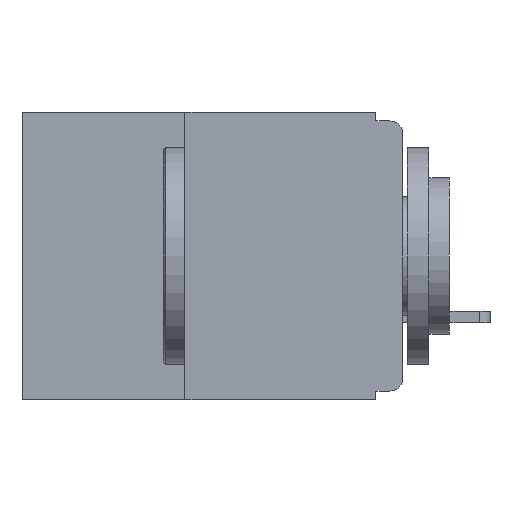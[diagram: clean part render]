
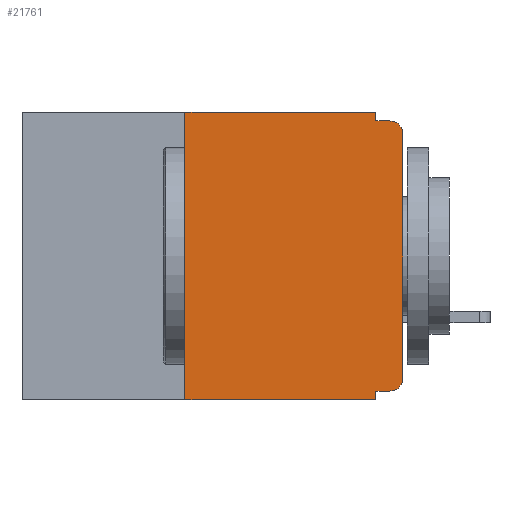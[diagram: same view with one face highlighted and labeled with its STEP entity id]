
A CAD part, left-side view. The second image highlights one B-rep face of the part: STEP entity #21761.
In plain terms, the highlighted planar face has unit normal (-1, 0, 0).
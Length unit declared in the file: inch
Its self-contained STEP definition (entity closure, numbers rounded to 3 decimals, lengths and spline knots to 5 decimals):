
#44 = CARTESIAN_POINT ( 'NONE',  ( 0., 0.25, -0.33 ) ) ;
#298 = CARTESIAN_POINT ( 'NONE',  ( 0., 0.031, 0. ) ) ;
#481 = EDGE_LOOP ( 'NONE', ( #4970, #1388, #7540, #23823, #25051, #14933, #21640, #1052, #22901, #23520 ) ) ;
#498 = CARTESIAN_POINT ( 'NONE',  ( 0., 0.25, 0. ) ) ;
#607 = CARTESIAN_POINT ( 'NONE',  ( 0., 0.437, 0. ) ) ;
#1052 = ORIENTED_EDGE ( 'NONE', *, *, #22419, .F. ) ;
#1388 = ORIENTED_EDGE ( 'NONE', *, *, #14112, .T. ) ;
#1393 = CARTESIAN_POINT ( 'NONE',  ( 0., 0., -0.305 ) ) ;
#1612 = CARTESIAN_POINT ( 'NONE',  ( 0., 0.015, -0.305 ) ) ;
#2192 = DIRECTION ( 'NONE',  ( 0., -1., 0. ) ) ;
#2734 = DIRECTION ( 'NONE',  ( 0., -1., 0. ) ) ;
#3391 = CARTESIAN_POINT ( 'NONE',  ( 0., 0., -0.025 ) ) ;
#3715 = DIRECTION ( 'NONE',  ( 0., 0., -1. ) ) ;
#3957 = EDGE_CURVE ( 'NONE', #12723, #17489, #20033, .T. ) ;
#4003 = VECTOR ( 'NONE', #9362, 39.37008 ) ;
#4740 = PLANE ( 'NONE',  #5289 ) ;
#4786 = CARTESIAN_POINT ( 'NONE',  ( 0., 0.031, -0.32 ) ) ;
#4970 = ORIENTED_EDGE ( 'NONE', *, *, #22648, .T. ) ;
#5289 = AXIS2_PLACEMENT_3D ( 'NONE', #10827, #19083, #6801 ) ;
#5320 = CARTESIAN_POINT ( 'NONE',  ( 0., 0.015, -0.32 ) ) ;
#5457 = EDGE_CURVE ( 'NONE', #16131, #9526, #22167, .T. ) ;
#5859 = EDGE_CURVE ( 'NONE', #12723, #10682, #17356, .T. ) ;
#6801 = DIRECTION ( 'NONE',  ( 0., 0., -1. ) ) ;
#7031 = VECTOR ( 'NONE', #7914, 39.37008 ) ;
#7162 = VECTOR ( 'NONE', #15784, 39.37008 ) ;
#7337 = VERTEX_POINT ( 'NONE', #3391 ) ;
#7375 = CARTESIAN_POINT ( 'NONE',  ( 0., 0.031, -0.33 ) ) ;
#7540 = ORIENTED_EDGE ( 'NONE', *, *, #23139, .F. ) ;
#7675 = LINE ( 'NONE', #11937, #7031 ) ;
#7914 = DIRECTION ( 'NONE',  ( 0., 0., -1. ) ) ;
#8475 = VECTOR ( 'NONE', #26279, 39.37008 ) ;
#8560 = VERTEX_POINT ( 'NONE', #7375 ) ;
#8819 = LINE ( 'NONE', #21622, #4003 ) ;
#9362 = DIRECTION ( 'NONE',  ( 0., 0., -1. ) ) ;
#9526 = VERTEX_POINT ( 'NONE', #498 ) ;
#10012 = DIRECTION ( 'NONE',  ( -1., 0., 0. ) ) ;
#10643 = DIRECTION ( 'NONE',  ( 0., 0., 1. ) ) ;
#10682 = VERTEX_POINT ( 'NONE', #1393 ) ;
#10827 = CARTESIAN_POINT ( 'NONE',  ( 0., 0.437, 0. ) ) ;
#11898 = VECTOR ( 'NONE', #2192, 39.37008 ) ;
#11937 = CARTESIAN_POINT ( 'NONE',  ( 0., 0.031, 0. ) ) ;
#12217 = VECTOR ( 'NONE', #2734, 39.37008 ) ;
#12723 = VERTEX_POINT ( 'NONE', #5320 ) ;
#13230 = AXIS2_PLACEMENT_3D ( 'NONE', #22237, #10012, #24227 ) ;
#13368 = VERTEX_POINT ( 'NONE', #13639 ) ;
#13639 = CARTESIAN_POINT ( 'NONE',  ( 0., 0.031, -0.01 ) ) ;
#14112 = EDGE_CURVE ( 'NONE', #7337, #22942, #26123, .T. ) ;
#14488 = AXIS2_PLACEMENT_3D ( 'NONE', #1612, #16007, #3715 ) ;
#14548 = CARTESIAN_POINT ( 'NONE',  ( 0., 0.437, -0.33 ) ) ;
#14590 = VECTOR ( 'NONE', #24562, 39.37008 ) ;
#14637 = FACE_OUTER_BOUND ( 'NONE', #481, .T. ) ;
#14933 = ORIENTED_EDGE ( 'NONE', *, *, #5457, .F. ) ;
#15784 = DIRECTION ( 'NONE',  ( 0., -1., 0. ) ) ;
#16007 = DIRECTION ( 'NONE',  ( -1., 0., 0. ) ) ;
#16101 = VECTOR ( 'NONE', #10643, 39.37008 ) ;
#16131 = VERTEX_POINT ( 'NONE', #44 ) ;
#16256 = CARTESIAN_POINT ( 'NONE',  ( 0., 0., 0. ) ) ;
#17356 = CIRCLE ( 'NONE', #14488, 0.015 ) ;
#17489 = VERTEX_POINT ( 'NONE', #4786 ) ;
#17817 = EDGE_CURVE ( 'NONE', #21695, #13368, #7675, .T. ) ;
#18069 = LINE ( 'NONE', #21943, #7162 ) ;
#18800 = CARTESIAN_POINT ( 'NONE',  ( 0., 0.25, -0.33 ) ) ;
#19083 = DIRECTION ( 'NONE',  ( 1., 0., 0. ) ) ;
#20033 = LINE ( 'NONE', #24647, #14590 ) ;
#21506 = LINE ( 'NONE', #14548, #11898 ) ;
#21622 = CARTESIAN_POINT ( 'NONE',  ( 0., 0.031, -0.33 ) ) ;
#21640 = ORIENTED_EDGE ( 'NONE', *, *, #25064, .T. ) ;
#21695 = VERTEX_POINT ( 'NONE', #298 ) ;
#21761 = ADVANCED_FACE ( 'NONE', ( #14637 ), #4740, .F. ) ;
#21943 = CARTESIAN_POINT ( 'NONE',  ( 0., 0., -0.01 ) ) ;
#22167 = LINE ( 'NONE', #18800, #16101 ) ;
#22237 = CARTESIAN_POINT ( 'NONE',  ( 0., 0.015, -0.025 ) ) ;
#22419 = EDGE_CURVE ( 'NONE', #17489, #8560, #8819, .T. ) ;
#22648 = EDGE_CURVE ( 'NONE', #10682, #7337, #24706, .T. ) ;
#22901 = ORIENTED_EDGE ( 'NONE', *, *, #3957, .F. ) ;
#22942 = VERTEX_POINT ( 'NONE', #25238 ) ;
#23069 = LINE ( 'NONE', #607, #12217 ) ;
#23139 = EDGE_CURVE ( 'NONE', #13368, #22942, #18069, .T. ) ;
#23520 = ORIENTED_EDGE ( 'NONE', *, *, #5859, .T. ) ;
#23823 = ORIENTED_EDGE ( 'NONE', *, *, #17817, .F. ) ;
#24227 = DIRECTION ( 'NONE',  ( 0., 0., -1. ) ) ;
#24562 = DIRECTION ( 'NONE',  ( 0., 1., 0. ) ) ;
#24647 = CARTESIAN_POINT ( 'NONE',  ( 0., 0., -0.32 ) ) ;
#24706 = LINE ( 'NONE', #16256, #8475 ) ;
#25051 = ORIENTED_EDGE ( 'NONE', *, *, #25207, .F. ) ;
#25064 = EDGE_CURVE ( 'NONE', #16131, #8560, #21506, .T. ) ;
#25207 = EDGE_CURVE ( 'NONE', #9526, #21695, #23069, .T. ) ;
#25238 = CARTESIAN_POINT ( 'NONE',  ( 0., 0.015, -0.01 ) ) ;
#26123 = CIRCLE ( 'NONE', #13230, 0.015 ) ;
#26279 = DIRECTION ( 'NONE',  ( 0., 0., 1. ) ) ;
